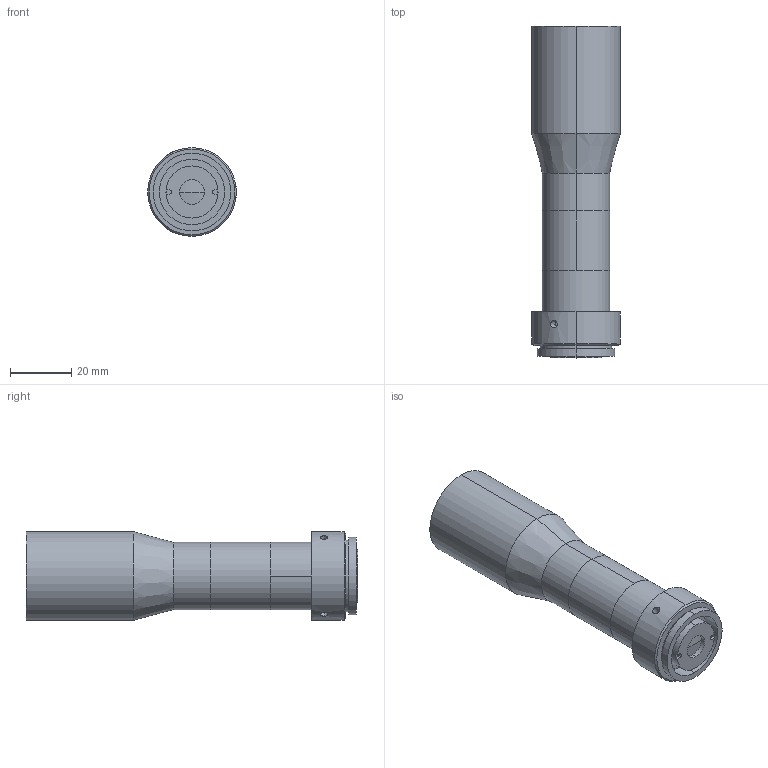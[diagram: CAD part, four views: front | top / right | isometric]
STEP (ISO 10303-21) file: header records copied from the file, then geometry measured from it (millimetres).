
FILE_DESCRIPTION (( 'STEP AP203' ), '1' );
FILE_NAME ('XF-T05X150-蚾饜芞-20160112V5.STEP', '2016-03-09T08:46:11', ( 'cherishsunshine' ), ( '' ), 'SwSTEP 2.0', 'SolidWorks 2014', '' );
FILE_SCHEMA (( 'CONFIG_CONTROL_DESIGN' ));
Length unit declared in the file: millimetre
Products named in the file (1): XF-T05X150-蚾饜芞-20160112V5
Bounding box: 29 x 108.46 x 29 mm (x, y, z)
Surface area: 12300.9 mm2 (no closed solid volume)
Topology: 0 solids, 10 shells, 68 faces, 174 edges, 118 vertices
Faces by surface type: cylinder 34, plane 24, cone 6, sphere 4
Entity records: 2366 total; most frequent: CARTESIAN_POINT 589, DIRECTION 392, ORIENTED_EDGE 300, EDGE_CURVE 174, AXIS2_PLACEMENT_3D 161, VERTEX_POINT 118, CIRCLE 92, EDGE_LOOP 81
